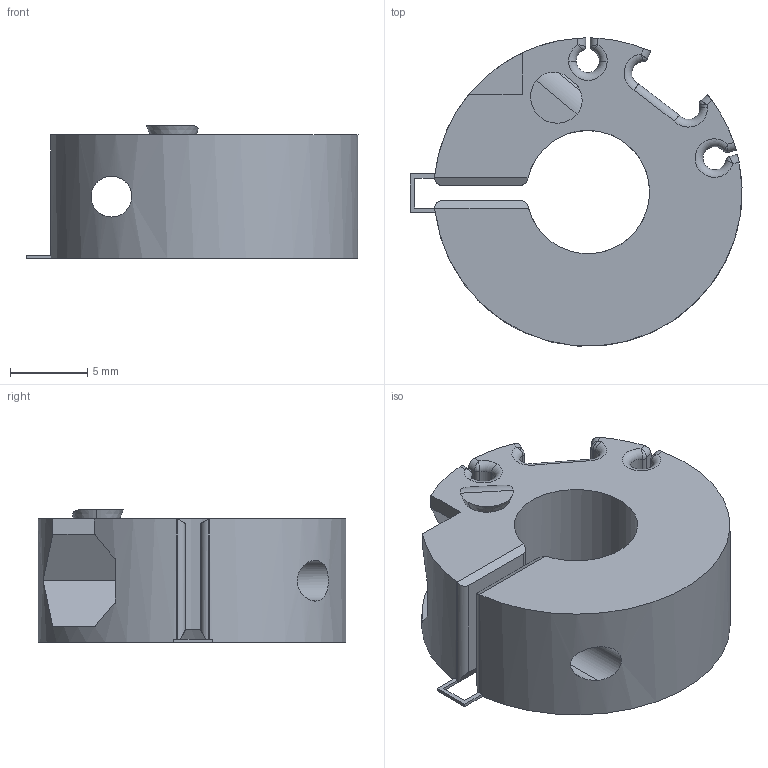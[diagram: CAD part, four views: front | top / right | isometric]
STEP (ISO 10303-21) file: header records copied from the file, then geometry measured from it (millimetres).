
FILE_DESCRIPTION (( 'STEP AP214' ), '1' );
FILE_NAME ('CableClamp_8mm.STEP', '2024-02-18T09:58:51', ( '' ), ( '' ), 'SwSTEP 2.0', '', '' );
FILE_SCHEMA (( 'AUTOMOTIVE_DESIGN' ));
Length unit declared in the file: millimetre
Products named in the file (1): CableClamp_8mm
Bounding box: 21.54 x 19.98 x 8.6 mm (x, y, z)
Volume: 1729.6 mm3; surface area: 1446.3 mm2
Topology: 1 solids, 1 shells, 111 faces, 290 edges, 174 vertices
Faces by surface type: cylinder 43, plane 37, bspline 12, sphere 8, torus 7, cone 4
Entity records: 3778 total; most frequent: CARTESIAN_POINT 1222, ORIENTED_EDGE 564, DIRECTION 493, EDGE_CURVE 282, AXIS2_PLACEMENT_3D 184, VERTEX_POINT 173, VECTOR 125, LINE 125
